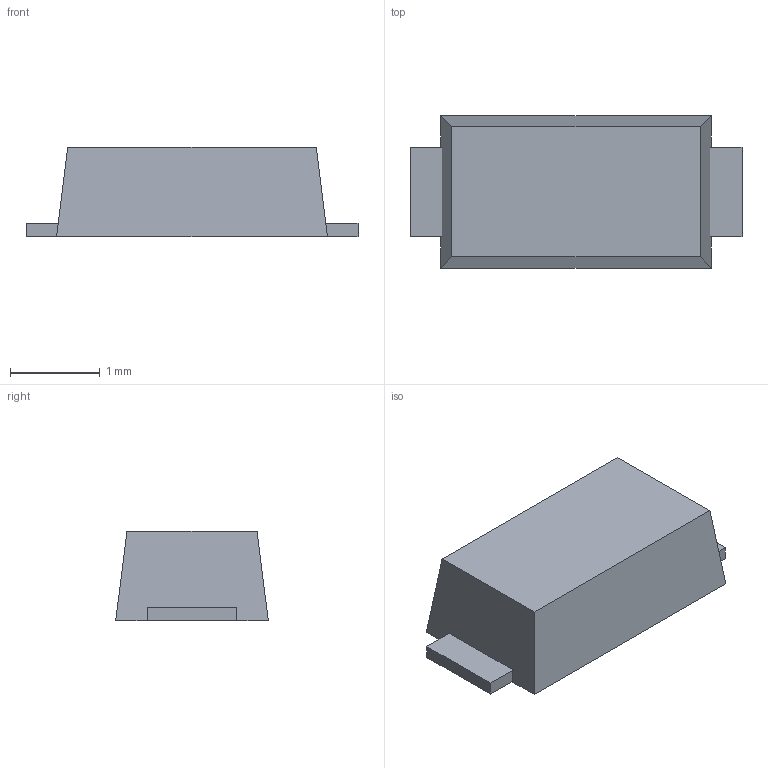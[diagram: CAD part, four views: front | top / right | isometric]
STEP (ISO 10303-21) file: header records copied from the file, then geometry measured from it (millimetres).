
FILE_DESCRIPTION(('FreeCAD Model'),'2;1');
FILE_NAME('SOD123.step','2018-08-17T09:25:50',( 'Author'),(''),'Open CASCADE STEP processor 6.8','FreeCAD','Unknown' );
FILE_SCHEMA(('AUTOMOTIVE_DESIGN_CC2 { 1 2 10303 214 -1 1 5 4 }'));
Length unit declared in the file: millimetre
Products named in the file (4): ASSEMBLY; SOD123; SOD123001; SOD123002
Assembly tree (3 placements, depth 2):
  ASSEMBLY
    SOD123
    SOD123001
    SOD123002
Bounding box: 3.7 x 1.7 x 1 mm (x, y, z)
Volume: 4.7 mm3; surface area: 21.6 mm2
Topology: 3 solids, 3 shells, 26 faces, 60 edges, 40 vertices
Faces by surface type: bspline 26
Entity records: 3736 total; most frequent: CARTESIAN_POINT 2788, B_SPLINE_CURVE_WITH_KNOTS 160, ORIENTED_EDGE 120, PCURVE 120, DEFINITIONAL_REPRESENTATION 120, EDGE_CURVE 60, SURFACE_CURVE 60, VERTEX_POINT 40
